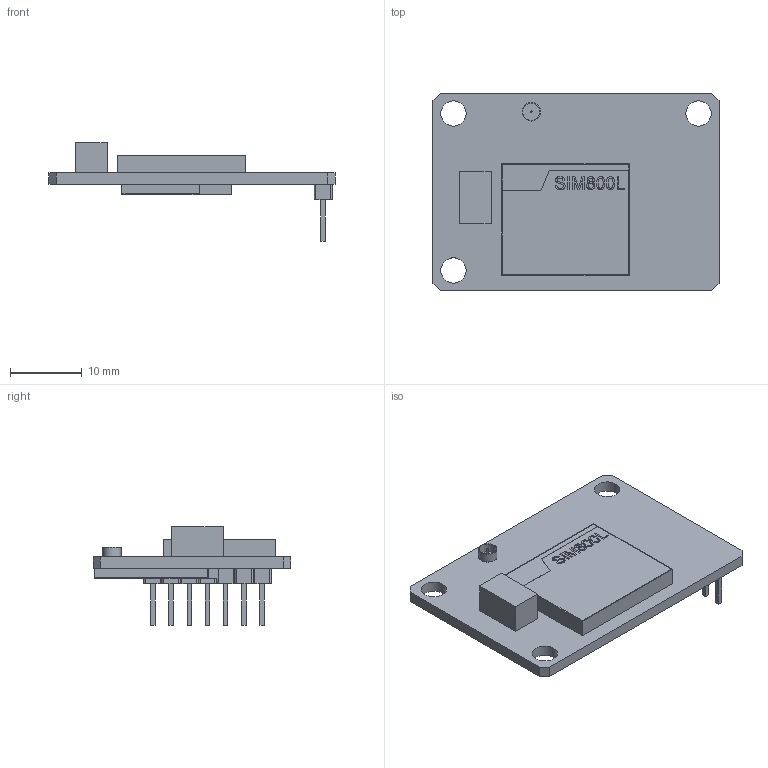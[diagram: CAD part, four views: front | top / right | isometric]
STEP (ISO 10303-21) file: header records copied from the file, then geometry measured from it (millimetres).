
FILE_DESCRIPTION(/* description */ (''),/* implementation_level */ '2;1');
FILE_NAME(/* name */ 'SIM800L_EVB-Module.step',/* time_stamp */ '2023-06-27T13:33:35+05:30',/* author */ (''),/* organization */ (''),/* preprocessor_version */ 'ST-DEVELOPER v19.2',/* originating_system */ 'Autodesk Translation Framework v12.6.0.85',/* authorisation */ '');
FILE_SCHEMA (('AP203_CONFIGURATION_CONTROLLED_3D_DESIGN_OF_MECHANICAL_PARTS_AND_ASSEMBLIES_MIM_LF { 1 0 10303 203 3 1 4 }','AUTOMOTIVE_DESIGN { 1 0 10303 214 3 1 1 }'));
Length unit declared in the file: millimetre
Products named in the file (1): sim800l
Bounding box: 39.85 x 27.57 x 13.76 mm (x, y, z)
Volume: 2724.7 mm3; surface area: 4194.1 mm2
Topology: 14 solids, 14 shells, 749 faces, 1977 edges, 1318 vertices
Faces by surface type: plane 497, bspline 211, cylinder 41
Full cylindrical faces by diameter (mm): 0.2 x1, 1.41 x6, 2.39 x1, 2.59 x1, 3.53 x3
Entity records: 33580 total; most frequent: CARTESIAN_POINT 16240, ORIENTED_EDGE 3954, DIRECTION 2715, EDGE_CURVE 1977, LINE 1473, VECTOR 1473, VERTEX_POINT 1318, EDGE_LOOP 831
